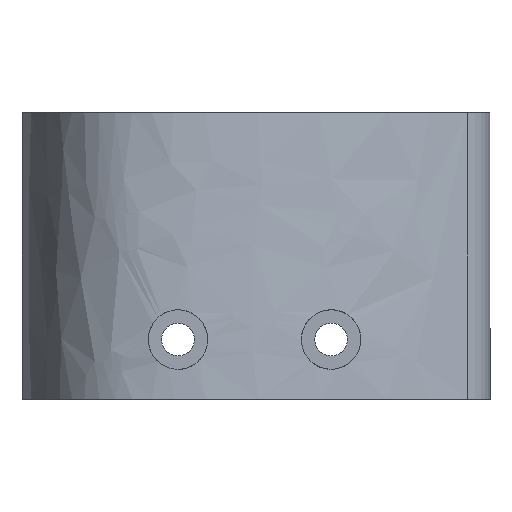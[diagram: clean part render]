
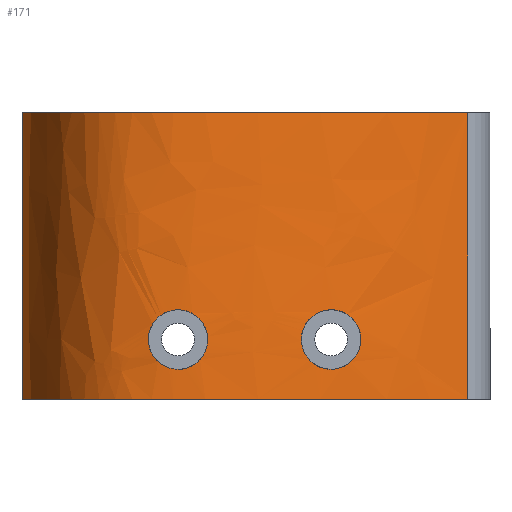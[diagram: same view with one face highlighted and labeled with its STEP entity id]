
A CAD part, left-side view. The second image highlights one B-rep face of the part: STEP entity #171.
In plain terms, the highlighted free-form (B-spline) face has degree [3, 1] with [17, 2] control points.
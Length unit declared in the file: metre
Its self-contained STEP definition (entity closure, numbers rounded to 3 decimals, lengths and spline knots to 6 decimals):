
#18=B_SPLINE_SURFACE_WITH_KNOTS('',3,1,((#281,#282),(#283,#284),(#285,#286),
(#287,#288),(#289,#290),(#291,#292),(#293,#294),(#295,#296),(#297,#298),
(#299,#300),(#301,#302),(#303,#304),(#305,#306),(#307,#308),(#309,#310),
(#311,#312),(#313,#314)),.SURF_OF_LINEAR_EXTRUSION.,.F.,.F.,.F.,(4,1,1,
1,1,1,1,1,1,1,1,1,1,1,4),(2,2),(0.100824,0.147215,0.193606,
0.239998,0.286389,0.33278,0.379172,
0.425563,0.471954,0.518346,0.564737,
0.611128,0.65752,0.750302,0.843085),
(0.,1.),.UNSPECIFIED.);
#19=B_SPLINE_CURVE_WITH_KNOTS('',3,(#273,#274,#275,#276,#277,#278),
 .UNSPECIFIED.,.F.,.F.,(4,1,1,4),(0.,0.257117,0.525848,
1.),.UNSPECIFIED.);
#20=B_SPLINE_CURVE_WITH_KNOTS('',3,(#315,#316,#317,#318,#319,#320,#321,
#322,#323,#324,#325,#326),.UNSPECIFIED.,.T.,.F.,(1,1,1,1,1,1,1,1,1,1,1,
1,1,1,1,1),(-0.007829,-0.003914,-0.001957,
0.,0.003914,0.007829,0.011743,0.015657,
0.019572,0.023486,0.0274,0.029358,
0.031315,0.035229,0.039144,0.043058),
 .UNSPECIFIED.);
#21=B_SPLINE_CURVE_WITH_KNOTS('',3,(#328,#329,#330,#331,#332,#333,#334,
#335,#336,#337,#338,#339,#340,#341,#342),.UNSPECIFIED.,.T.,.F.,(1,1,1,1,
1,1,1,1,1,1,1,1,1,1,1,1,1,1,1),(-0.008133,-0.0061,
-0.004067,0.,0.004067,0.0061,0.008133,
0.010166,0.0122,0.016266,0.020333,
0.022366,0.024399,0.026433,0.028466,
0.032533,0.036599,0.038633,0.040666),
 .UNSPECIFIED.);
#22=B_SPLINE_CURVE_WITH_KNOTS('',3,(#346,#347,#348,#349,#350,#351),
 .UNSPECIFIED.,.F.,.F.,(4,1,1,4),(0.,0.257117,0.525848,
1.),.UNSPECIFIED.);
#37=ORIENTED_EDGE('',*,*,#77,.F.);
#38=ORIENTED_EDGE('',*,*,#78,.F.);
#39=ORIENTED_EDGE('',*,*,#75,.F.);
#40=ORIENTED_EDGE('',*,*,#79,.T.);
#41=ORIENTED_EDGE('',*,*,#80,.T.);
#42=ORIENTED_EDGE('',*,*,#81,.T.);
#75=EDGE_CURVE('',#95,#96,#19,.T.);
#77=EDGE_CURVE('',#97,#97,#20,.T.);
#78=EDGE_CURVE('',#98,#98,#21,.T.);
#79=EDGE_CURVE('',#95,#99,#110,.F.);
#80=EDGE_CURVE('',#99,#100,#22,.T.);
#81=EDGE_CURVE('',#100,#96,#111,.T.);
#95=VERTEX_POINT('',#272);
#96=VERTEX_POINT('',#279);
#97=VERTEX_POINT('',#327);
#98=VERTEX_POINT('',#343);
#99=VERTEX_POINT('',#345);
#100=VERTEX_POINT('',#352);
#110=LINE('',#344,#116);
#111=LINE('',#353,#117);
#116=VECTOR('',#225,1.);
#117=VECTOR('',#226,1.);
#122=EDGE_LOOP('',(#37));
#123=EDGE_LOOP('',(#38));
#124=EDGE_LOOP('',(#39,#40,#41,#42));
#144=FACE_BOUND('',#122,.T.);
#145=FACE_BOUND('',#123,.T.);
#146=FACE_BOUND('',#124,.T.);
#171=ADVANCED_FACE('',(#144,#145,#146),#18,.T.);
#225=DIRECTION('',(0.,0.,1.));
#226=DIRECTION('',(0.,0.,1.));
#272=CARTESIAN_POINT('',(-0.07077,-0.011108,0.047351));
#273=CARTESIAN_POINT('',(-0.0595,-0.01,0.047351));
#274=CARTESIAN_POINT('',(-0.072049,-0.011086,0.047351));
#275=CARTESIAN_POINT('',(-0.079178,-0.011906,0.047351));
#276=CARTESIAN_POINT('',(-0.111431,-0.027291,0.047351));
#277=CARTESIAN_POINT('',(-0.077018,-0.098727,0.047351));
#278=CARTESIAN_POINT('',(-0.0595,-0.097292,0.047351));
#279=CARTESIAN_POINT('',(-0.07733,-0.085855,0.047351));
#281=CARTESIAN_POINT('',(-0.07077,-0.011108,-0.0007));
#282=CARTESIAN_POINT('',(-0.07077,-0.011108,0.047351));
#283=CARTESIAN_POINT('',(-0.072068,-0.011274,-0.0007));
#284=CARTESIAN_POINT('',(-0.072068,-0.011274,0.047351));
#285=CARTESIAN_POINT('',(-0.074366,-0.011624,-0.0007));
#286=CARTESIAN_POINT('',(-0.074366,-0.011624,0.047351));
#287=CARTESIAN_POINT('',(-0.077322,-0.012285,-0.0007));
#288=CARTESIAN_POINT('',(-0.077322,-0.012285,0.047351));
#289=CARTESIAN_POINT('',(-0.080171,-0.013171,-0.0007));
#290=CARTESIAN_POINT('',(-0.080171,-0.013171,0.047351));
#291=CARTESIAN_POINT('',(-0.083392,-0.014357,-0.0007));
#292=CARTESIAN_POINT('',(-0.083392,-0.014357,0.047351));
#293=CARTESIAN_POINT('',(-0.086917,-0.015992,-0.0007));
#294=CARTESIAN_POINT('',(-0.086917,-0.015992,0.047351));
#295=CARTESIAN_POINT('',(-0.090376,-0.018268,-0.0007));
#296=CARTESIAN_POINT('',(-0.090376,-0.018268,0.047351));
#297=CARTESIAN_POINT('',(-0.093469,-0.021366,-0.0007));
#298=CARTESIAN_POINT('',(-0.093469,-0.021366,0.047351));
#299=CARTESIAN_POINT('',(-0.095874,-0.025473,-0.0007));
#300=CARTESIAN_POINT('',(-0.095874,-0.025473,0.047351));
#301=CARTESIAN_POINT('',(-0.097287,-0.030762,-0.0007));
#302=CARTESIAN_POINT('',(-0.097287,-0.030762,0.047351));
#303=CARTESIAN_POINT('',(-0.097357,-0.03746,-0.0007));
#304=CARTESIAN_POINT('',(-0.097357,-0.03746,0.047351));
#305=CARTESIAN_POINT('',(-0.096181,-0.045241,-0.0007));
#306=CARTESIAN_POINT('',(-0.096181,-0.045241,0.047351));
#307=CARTESIAN_POINT('',(-0.093186,-0.056497,-0.0007));
#308=CARTESIAN_POINT('',(-0.093186,-0.056497,0.047351));
#309=CARTESIAN_POINT('',(-0.087152,-0.071229,-0.0007));
#310=CARTESIAN_POINT('',(-0.087152,-0.071229,0.047351));
#311=CARTESIAN_POINT('',(-0.080729,-0.081576,-0.0007));
#312=CARTESIAN_POINT('',(-0.080729,-0.081576,0.047351));
#313=CARTESIAN_POINT('',(-0.07733,-0.085855,-0.0007));
#314=CARTESIAN_POINT('',(-0.07733,-0.085855,0.047351));
#315=CARTESIAN_POINT('',(-0.097282,-0.035256,0.004564));
#316=CARTESIAN_POINT('',(-0.097166,-0.037889,0.004034));
#317=CARTESIAN_POINT('',(-0.096782,-0.041131,0.005374));
#318=CARTESIAN_POINT('',(-0.096493,-0.04277,0.009283));
#319=CARTESIAN_POINT('',(-0.096778,-0.041153,0.013208));
#320=CARTESIAN_POINT('',(-0.097248,-0.037258,0.014838));
#321=CARTESIAN_POINT('',(-0.097297,-0.033327,0.013239));
#322=CARTESIAN_POINT('',(-0.097134,-0.031683,0.009316));
#323=CARTESIAN_POINT('',(-0.097264,-0.033036,0.006047));
#324=CARTESIAN_POINT('',(-0.097282,-0.035256,0.004564));
#325=CARTESIAN_POINT('',(-0.097166,-0.037889,0.004034));
#326=CARTESIAN_POINT('',(-0.096782,-0.041131,0.005374));
#327=CARTESIAN_POINT('',(-0.097179,-0.037228,0.0043));
#328=CARTESIAN_POINT('',(-0.091687,-0.059758,0.005046));
#329=CARTESIAN_POINT('',(-0.090434,-0.062955,0.003808));
#330=CARTESIAN_POINT('',(-0.089061,-0.06607,0.00503));
#331=CARTESIAN_POINT('',(-0.088335,-0.067632,0.007212));
#332=CARTESIAN_POINT('',(-0.088122,-0.068081,0.009248));
#333=CARTESIAN_POINT('',(-0.088316,-0.067673,0.011297));
#334=CARTESIAN_POINT('',(-0.089029,-0.066141,0.013523));
#335=CARTESIAN_POINT('',(-0.090403,-0.063028,0.014789));
#336=CARTESIAN_POINT('',(-0.091658,-0.059836,0.013606));
#337=CARTESIAN_POINT('',(-0.092245,-0.058246,0.011393));
#338=CARTESIAN_POINT('',(-0.092406,-0.057796,0.009356));
#339=CARTESIAN_POINT('',(-0.09226,-0.058203,0.007302));
#340=CARTESIAN_POINT('',(-0.091687,-0.059758,0.005046));
#341=CARTESIAN_POINT('',(-0.090434,-0.062955,0.003808));
#342=CARTESIAN_POINT('',(-0.089061,-0.06607,0.00503));
#343=CARTESIAN_POINT('',(-0.09041,-0.062939,0.0043));
#344=CARTESIAN_POINT('',(-0.07077,-0.011108,0.047351));
#345=CARTESIAN_POINT('',(-0.07077,-0.011108,-0.0007));
#346=CARTESIAN_POINT('',(-0.0595,-0.01,-0.0007));
#347=CARTESIAN_POINT('',(-0.072049,-0.011086,-0.0007));
#348=CARTESIAN_POINT('',(-0.079178,-0.011906,-0.0007));
#349=CARTESIAN_POINT('',(-0.111431,-0.027291,-0.0007));
#350=CARTESIAN_POINT('',(-0.077018,-0.098727,-0.0007));
#351=CARTESIAN_POINT('',(-0.0595,-0.097292,-0.0007));
#352=CARTESIAN_POINT('',(-0.07733,-0.085855,-0.0007));
#353=CARTESIAN_POINT('',(-0.07733,-0.085855,-0.0007));
